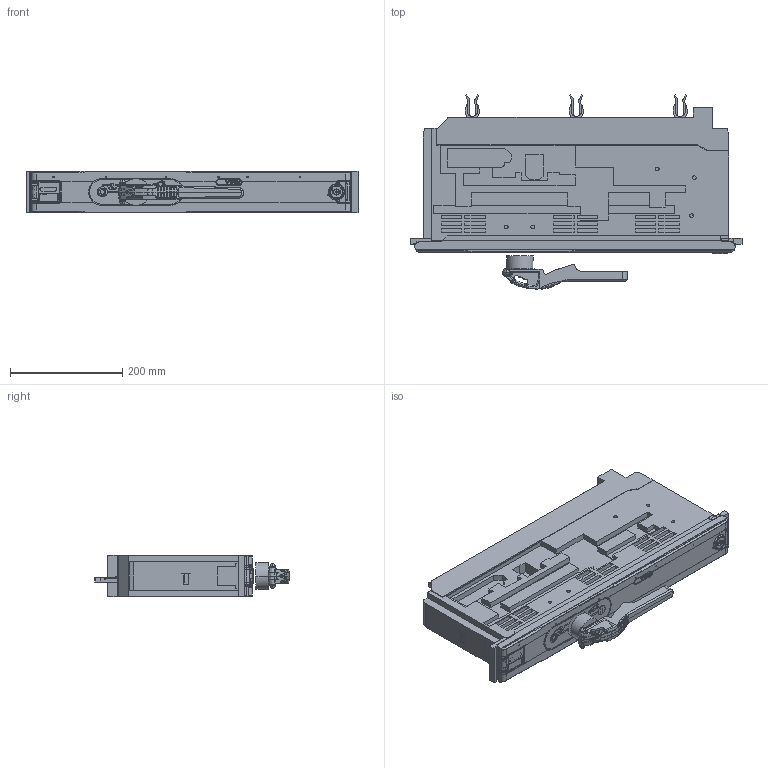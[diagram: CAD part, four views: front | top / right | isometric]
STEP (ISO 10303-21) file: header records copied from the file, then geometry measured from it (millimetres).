
FILE_DESCRIPTION(('CATIA V5 STEP'),'2;1');
FILE_NAME('A0643_SASIL_plus_1_185_3_polig_symmetrisch.stp','2010-06-25T12:19:02+00:00',('none'),('Jean Müller GmbH'),'CATIA Version 5 Release 19 SP 7 (IN-10)','CATIA V5 STEP AP214','none');
FILE_SCHEMA(('AUTOMOTIVE_DESIGN { 1 0 10303 214 1 1 1 1 }'));
Products named in the file (19): A0643_SASIL_plus_1_185_3_polig_symmetrisch; IGSA00061_SASIL_plus_1_185; 33932_98_Schalthebel_IGES_Version; 33934_98_Schaltknebel_IGES; 33933_99_Schalthebelclip_IGES; 33870_Drehriegelverschluss; 33935_98_Verschlusskappe_IGES; 33944_99_Blende_links_IGES; 33943_99_Blende_rechts_IGES; 85577_Fremdfederung_10mm; 65743_Sechskantschraube_M10x20; 158317_99_M01_Einschubkontakt_Gr00_IGES; 33866_98_Leistendeckel_IGES_Version; 14665_Hinweisschild; 14688_Hinweisschild_LED; 33856_02_98_Leistenhalter_links_IGES_symmetrisch; 33855_02_98_Leistenhalter_SASIL_1_rechts_IGES_symmetrisch; 60240_Setzmutter_M10; 66903_Spannscheibe_DIN6796_10
Assembly tree (29 placements, depth 2):
  A0643_SASIL_plus_1_185_3_polig_symmetrisch
    IGSA00061_SASIL_plus_1_185
    33932_98_Schalthebel_IGES_Version
    33934_98_Schaltknebel_IGES
    33933_99_Schalthebelclip_IGES
    33870_Drehriegelverschluss
    33935_98_Verschlusskappe_IGES  x2
    33944_99_Blende_links_IGES
    33943_99_Blende_rechts_IGES
    85577_Fremdfederung_10mm  x3
    65743_Sechskantschraube_M10x20  x3
    158317_99_M01_Einschubkontakt_Gr00_IGES  x3
    33866_98_Leistendeckel_IGES_Version
    14665_Hinweisschild
    14688_Hinweisschild_LED
    33856_02_98_Leistenhalter_links_IGES_symmetrisch
    33855_02_98_Leistenhalter_SASIL_1_rechts_IGES_symmetrisch
    60240_Setzmutter_M10  x3
    66903_Spannscheibe_DIN6796_10  x3
Bounding box: 590.44 x 345.92 x 74.55 mm (x, y, z)
Volume: 8918045.6 mm3; surface area: 744394.1 mm2
Topology: 36 solids, 82 shells, 4054 faces, 10471 edges, 6420 vertices
Faces by surface type: plane 1891, cylinder 1099, bspline 502, sphere 211, cone 207, torus 86, revolution 56, extrusion 2
Entity records: 141119 total; most frequent: CARTESIAN_POINT 55703, ORIENTED_EDGE 19450, DIRECTION 11653, EDGE_CURVE 9725, VERTEX_POINT 6091, VECTOR 4883, LINE 4881, AXIS2_PLACEMENT_3D 4210
